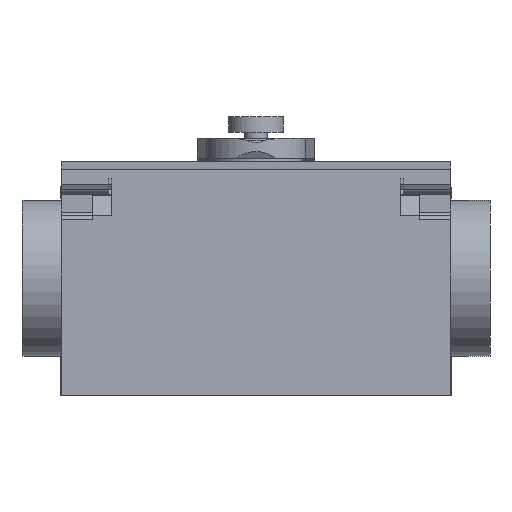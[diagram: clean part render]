
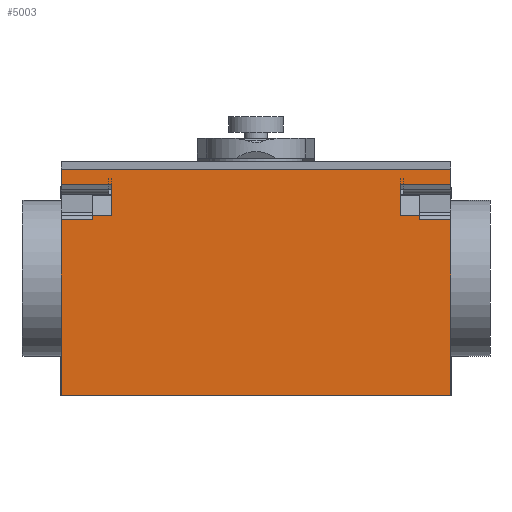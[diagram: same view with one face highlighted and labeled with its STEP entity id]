
A CAD part, front view. The second image highlights one B-rep face of the part: STEP entity #5003.
In plain terms, the highlighted planar face has unit normal (0, -1, 0).
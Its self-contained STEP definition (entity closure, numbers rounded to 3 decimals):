
#4314=CARTESIAN_POINT('',(43.5,0.,22.999));
#4315=VERTEX_POINT('',#4314);
#4349=CARTESIAN_POINT('',(43.5,0.,27.0));
#4350=VERTEX_POINT('',#4349);
#4357=CARTESIAN_POINT('',(43.5,0.,22.999));
#4358=DIRECTION('',(0.0,0.0,1.0));
#4359=VECTOR('',#4358,4.001);
#4360=LINE('',#4357,#4359);
#4361=EDGE_CURVE('',#4315,#4350,#4360,.T.);
#4371=CARTESIAN_POINT('',(6.5,0.,27.0));
#4372=VERTEX_POINT('',#4371);
#4408=CARTESIAN_POINT('',(6.5,0.,22.999));
#4409=VERTEX_POINT('',#4408);
#4416=CARTESIAN_POINT('',(6.5,0.,27.0));
#4417=DIRECTION('',(0.0,0.0,-1.0));
#4418=VECTOR('',#4417,4.001);
#4419=LINE('',#4416,#4418);
#4420=EDGE_CURVE('',#4372,#4409,#4419,.T.);
#4484=CARTESIAN_POINT('',(0.0,0.,27.0));
#4485=VERTEX_POINT('',#4484);
#4492=CARTESIAN_POINT('',(0.0,0.,29.0));
#4493=VERTEX_POINT('',#4492);
#4494=CARTESIAN_POINT('',(0.0,0.,27.0));
#4495=DIRECTION('',(0.0,0.0,1.0));
#4496=VECTOR('',#4495,2.0);
#4497=LINE('',#4494,#4496);
#4498=EDGE_CURVE('',#4485,#4493,#4497,.T.);
#4524=CARTESIAN_POINT('',(0.0,0.0,0.0));
#4525=VERTEX_POINT('',#4524);
#4532=CARTESIAN_POINT('',(0.0,0.,22.5));
#4533=VERTEX_POINT('',#4532);
#4534=CARTESIAN_POINT('',(0.0,0.,0.0));
#4535=DIRECTION('',(0.0,0.0,1.0));
#4536=VECTOR('',#4535,22.5);
#4537=LINE('',#4534,#4536);
#4538=EDGE_CURVE('',#4525,#4533,#4537,.T.);
#4583=CARTESIAN_POINT('',(6.5,0.,27.0));
#4584=DIRECTION('',(-1.0,0.0,0.0));
#4585=VECTOR('',#4584,6.5);
#4586=LINE('',#4583,#4585);
#4587=EDGE_CURVE('',#4372,#4485,#4586,.T.);
#4816=CARTESIAN_POINT('',(4.0,0.,22.5));
#4817=VERTEX_POINT('',#4816);
#4825=CARTESIAN_POINT('',(4.0,0.,22.999));
#4826=VERTEX_POINT('',#4825);
#4827=CARTESIAN_POINT('',(4.0,0.,22.5));
#4828=DIRECTION('',(0.0,0.0,1.0));
#4829=VECTOR('',#4828,0.499);
#4830=LINE('',#4827,#4829);
#4831=EDGE_CURVE('',#4817,#4826,#4830,.T.);
#4859=CARTESIAN_POINT('',(6.5,0.,22.999));
#4860=DIRECTION('',(-1.0,0.0,0.0));
#4861=VECTOR('',#4860,2.5);
#4862=LINE('',#4859,#4861);
#4863=EDGE_CURVE('',#4409,#4826,#4862,.T.);
#4893=CARTESIAN_POINT('',(0.0,0.,22.5));
#4894=DIRECTION('',(1.0,0.0,0.0));
#4895=VECTOR('',#4894,4.0);
#4896=LINE('',#4893,#4895);
#4897=EDGE_CURVE('',#4533,#4817,#4896,.T.);
#4909=CARTESIAN_POINT('',(50.,0.,29.0));
#4910=VERTEX_POINT('',#4909);
#4911=CARTESIAN_POINT('',(0.0,0.,29.));
#4912=DIRECTION('',(1.0,0.0,0.0));
#4913=VECTOR('',#4912,50.);
#4914=LINE('',#4911,#4913);
#4915=EDGE_CURVE('',#4493,#4910,#4914,.T.);
#4935=CARTESIAN_POINT('',(41.1,0.,0.));
#4936=DIRECTION('',(0.0,-1.0,0.0));
#4937=DIRECTION('',(0.0,0.0,1.0));
#4938=AXIS2_PLACEMENT_3D('',#4935,#4936,#4937);
#4939=PLANE('',#4938);
#4940=CARTESIAN_POINT('',(50.,0.0,0.0));
#4941=VERTEX_POINT('',#4940);
#4942=CARTESIAN_POINT('',(0.0,0.,0.));
#4943=DIRECTION('',(1.0,0.0,0.0));
#4944=VECTOR('',#4943,50.);
#4945=LINE('',#4942,#4944);
#4946=EDGE_CURVE('',#4525,#4941,#4945,.T.);
#4947=ORIENTED_EDGE('',*,*,#4946,.T.);
#4948=CARTESIAN_POINT('',(50.,0.,22.5));
#4949=VERTEX_POINT('',#4948);
#4950=CARTESIAN_POINT('',(50.,0.,0.0));
#4951=DIRECTION('',(0.0,0.0,1.0));
#4952=VECTOR('',#4951,22.5);
#4953=LINE('',#4950,#4952);
#4954=EDGE_CURVE('',#4941,#4949,#4953,.T.);
#4955=ORIENTED_EDGE('',*,*,#4954,.T.);
#4956=CARTESIAN_POINT('',(46.,0.,22.5));
#4957=VERTEX_POINT('',#4956);
#4958=CARTESIAN_POINT('',(50.,0.,22.5));
#4959=DIRECTION('',(-1.0,0.0,0.0));
#4960=VECTOR('',#4959,4.0);
#4961=LINE('',#4958,#4960);
#4962=EDGE_CURVE('',#4949,#4957,#4961,.T.);
#4963=ORIENTED_EDGE('',*,*,#4962,.T.);
#4964=CARTESIAN_POINT('',(46.,0.,22.999));
#4965=VERTEX_POINT('',#4964);
#4966=CARTESIAN_POINT('',(46.,0.,22.5));
#4967=DIRECTION('',(0.0,0.0,1.0));
#4968=VECTOR('',#4967,0.499);
#4969=LINE('',#4966,#4968);
#4970=EDGE_CURVE('',#4957,#4965,#4969,.T.);
#4971=ORIENTED_EDGE('',*,*,#4970,.T.);
#4972=CARTESIAN_POINT('',(43.5,0.,22.999));
#4973=DIRECTION('',(1.0,0.0,0.0));
#4974=VECTOR('',#4973,2.5);
#4975=LINE('',#4972,#4974);
#4976=EDGE_CURVE('',#4315,#4965,#4975,.T.);
#4977=ORIENTED_EDGE('',*,*,#4976,.F.);
#4978=ORIENTED_EDGE('',*,*,#4361,.T.);
#4979=CARTESIAN_POINT('',(50.,0.,27.0));
#4980=VERTEX_POINT('',#4979);
#4981=CARTESIAN_POINT('',(43.5,0.,27.0));
#4982=DIRECTION('',(1.0,0.0,0.0));
#4983=VECTOR('',#4982,6.5);
#4984=LINE('',#4981,#4983);
#4985=EDGE_CURVE('',#4350,#4980,#4984,.T.);
#4986=ORIENTED_EDGE('',*,*,#4985,.T.);
#4987=CARTESIAN_POINT('',(50.,0.,27.0));
#4988=DIRECTION('',(0.0,0.0,1.0));
#4989=VECTOR('',#4988,2.0);
#4990=LINE('',#4987,#4989);
#4991=EDGE_CURVE('',#4980,#4910,#4990,.T.);
#4992=ORIENTED_EDGE('',*,*,#4991,.T.);
#4993=ORIENTED_EDGE('',*,*,#4915,.F.);
#4994=ORIENTED_EDGE('',*,*,#4498,.F.);
#4995=ORIENTED_EDGE('',*,*,#4587,.F.);
#4996=ORIENTED_EDGE('',*,*,#4420,.T.);
#4997=ORIENTED_EDGE('',*,*,#4863,.T.);
#4998=ORIENTED_EDGE('',*,*,#4831,.F.);
#4999=ORIENTED_EDGE('',*,*,#4897,.F.);
#5000=ORIENTED_EDGE('',*,*,#4538,.F.);
#5001=EDGE_LOOP('',(#4947,#4955,#4963,#4971,#4977,#4978,#4986,#4992,#4993,#4994,#4995,#4996,#4997,#4998,#4999,#5000));
#5002=FACE_OUTER_BOUND('',#5001,.T.);
#5003=ADVANCED_FACE('',(#5002),#4939,.T.);
